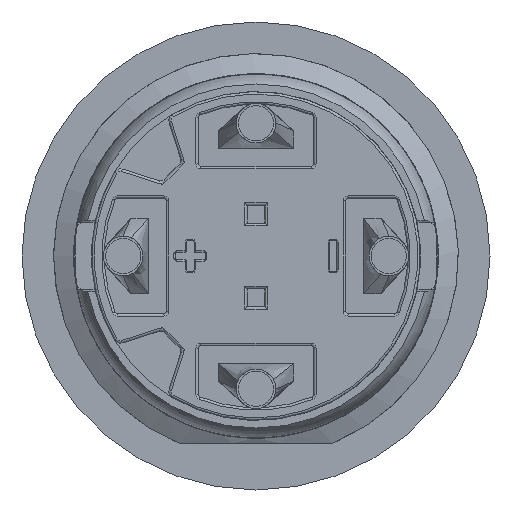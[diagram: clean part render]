
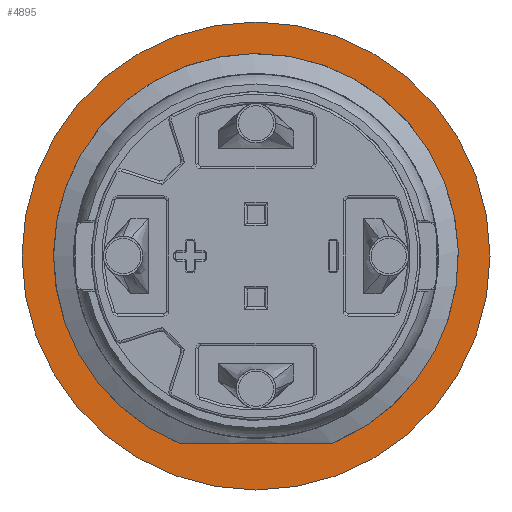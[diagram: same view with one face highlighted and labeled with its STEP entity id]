
A CAD part, front view. The second image highlights one B-rep face of the part: STEP entity #4895.
In plain terms, the highlighted planar face has unit normal (0, -1, 0).
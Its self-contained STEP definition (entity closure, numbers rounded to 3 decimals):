
#120=FACE_BOUND('',#1569,.T.);
#179=PLANE('',#5273);
#1245=FACE_OUTER_BOUND('',#1568,.T.);
#1568=EDGE_LOOP('',(#3713,#3714));
#1569=EDGE_LOOP('',(#3715,#3716));
#1857=CIRCLE('',#5250,9.25);
#1858=CIRCLE('',#5251,9.25);
#1873=CIRCLE('',#5271,7.209);
#1874=CIRCLE('',#5272,7.209);
#2234=VERTEX_POINT('',#8250);
#2235=VERTEX_POINT('',#8251);
#2255=VERTEX_POINT('',#8319);
#2256=VERTEX_POINT('',#8321);
#2757=EDGE_CURVE('',#2234,#2235,#1857,.T.);
#2758=EDGE_CURVE('',#2235,#2234,#1858,.T.);
#2782=EDGE_CURVE('',#2255,#2256,#1873,.T.);
#2783=EDGE_CURVE('',#2256,#2255,#1874,.T.);
#3713=ORIENTED_EDGE('',*,*,#2757,.T.);
#3714=ORIENTED_EDGE('',*,*,#2758,.T.);
#3715=ORIENTED_EDGE('',*,*,#2783,.F.);
#3716=ORIENTED_EDGE('',*,*,#2782,.F.);
#4895=ADVANCED_FACE('',(#1245,#120),#179,.T.);
#5250=AXIS2_PLACEMENT_3D('',#8252,#6089,#6090);
#5251=AXIS2_PLACEMENT_3D('',#8253,#6091,#6092);
#5271=AXIS2_PLACEMENT_3D('',#8322,#6137,#6138);
#5272=AXIS2_PLACEMENT_3D('',#8323,#6139,#6140);
#5273=AXIS2_PLACEMENT_3D('',#8324,#6141,#6142);
#6089=DIRECTION('center_axis',(0.,-1.,0.));
#6090=DIRECTION('ref_axis',(1.,0.,0.));
#6091=DIRECTION('center_axis',(0.,-1.,0.));
#6092=DIRECTION('ref_axis',(1.,0.,0.));
#6137=DIRECTION('center_axis',(0.,-1.,0.));
#6138=DIRECTION('ref_axis',(1.,0.,0.));
#6139=DIRECTION('center_axis',(0.,-1.,0.));
#6140=DIRECTION('ref_axis',(1.,0.,0.));
#6141=DIRECTION('center_axis',(0.,-1.,0.));
#6142=DIRECTION('ref_axis',(0.,0.,-1.));
#8250=CARTESIAN_POINT('',(9.25,0.,0.));
#8251=CARTESIAN_POINT('',(-9.25,0.,0.));
#8252=CARTESIAN_POINT('Origin',(0.,0.,0.));
#8253=CARTESIAN_POINT('Origin',(0.,0.,0.));
#8319=CARTESIAN_POINT('',(-7.209,0.,0.));
#8321=CARTESIAN_POINT('',(7.209,0.,0.));
#8322=CARTESIAN_POINT('Origin',(0.,0.,0.));
#8323=CARTESIAN_POINT('Origin',(0.,0.,0.));
#8324=CARTESIAN_POINT('Origin',(8.229,0.,0.));
